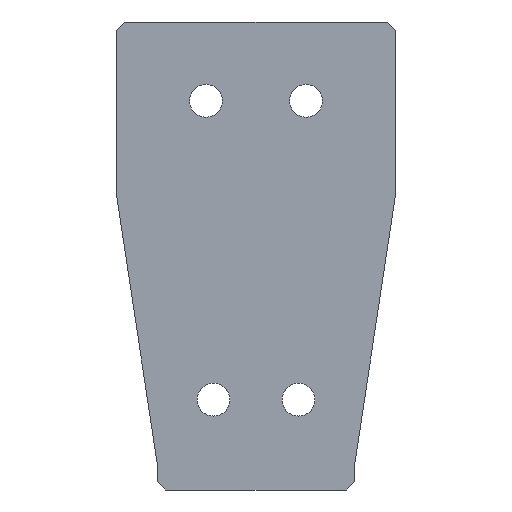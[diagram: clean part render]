
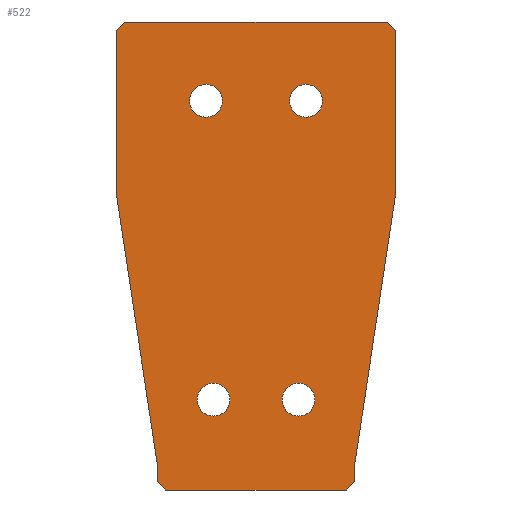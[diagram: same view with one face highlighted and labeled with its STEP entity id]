
A CAD part, left-side view. The second image highlights one B-rep face of the part: STEP entity #522.
In plain terms, the highlighted planar face has unit normal (-1, 0, 0).
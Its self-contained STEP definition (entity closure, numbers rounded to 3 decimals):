
#23=FACE_BOUND('',#99,.T.);
#24=FACE_BOUND('',#100,.T.);
#25=FACE_BOUND('',#101,.T.);
#26=FACE_BOUND('',#102,.T.);
#31=CIRCLE('',#563,1.);
#32=CIRCLE('',#565,1.);
#33=CIRCLE('',#567,1.);
#34=CIRCLE('',#569,1.);
#64=FACE_OUTER_BOUND('',#98,.T.);
#98=EDGE_LOOP('',(#451,#452,#453,#454,#455,#456,#457,#458,#459,#460,#461,
#462));
#99=EDGE_LOOP('',(#463));
#100=EDGE_LOOP('',(#464));
#101=EDGE_LOOP('',(#465));
#102=EDGE_LOOP('',(#466));
#110=LINE('',#733,#170);
#118=LINE('',#749,#178);
#124=LINE('',#762,#184);
#132=LINE('',#778,#192);
#147=LINE('',#803,#207);
#149=LINE('',#807,#209);
#151=LINE('',#811,#211);
#152=LINE('',#813,#212);
#158=LINE('',#842,#218);
#160=LINE('',#846,#220);
#161=LINE('',#848,#221);
#162=LINE('',#850,#222);
#170=VECTOR('',#590,10.);
#178=VECTOR('',#604,10.);
#184=VECTOR('',#614,10.);
#192=VECTOR('',#628,10.);
#207=VECTOR('',#655,10.);
#209=VECTOR('',#659,10.);
#211=VECTOR('',#663,10.);
#212=VECTOR('',#666,10.);
#218=VECTOR('',#700,10.);
#220=VECTOR('',#704,10.);
#221=VECTOR('',#707,10.);
#222=VECTOR('',#710,10.);
#230=VERTEX_POINT('',#731);
#231=VERTEX_POINT('',#732);
#235=VERTEX_POINT('',#747);
#236=VERTEX_POINT('',#748);
#240=VERTEX_POINT('',#760);
#241=VERTEX_POINT('',#761);
#245=VERTEX_POINT('',#776);
#246=VERTEX_POINT('',#777);
#251=VERTEX_POINT('',#805);
#252=VERTEX_POINT('',#809);
#257=VERTEX_POINT('',#824);
#258=VERTEX_POINT('',#828);
#259=VERTEX_POINT('',#832);
#260=VERTEX_POINT('',#836);
#261=VERTEX_POINT('',#840);
#262=VERTEX_POINT('',#844);
#270=EDGE_CURVE('',#230,#231,#110,.T.);
#278=EDGE_CURVE('',#235,#236,#118,.T.);
#284=EDGE_CURVE('',#240,#241,#124,.T.);
#292=EDGE_CURVE('',#245,#246,#132,.T.);
#307=EDGE_CURVE('',#230,#241,#147,.T.);
#309=EDGE_CURVE('',#240,#251,#149,.T.);
#311=EDGE_CURVE('',#252,#251,#151,.T.);
#312=EDGE_CURVE('',#246,#252,#152,.T.);
#318=EDGE_CURVE('',#257,#257,#31,.T.);
#320=EDGE_CURVE('',#258,#258,#32,.T.);
#322=EDGE_CURVE('',#259,#259,#33,.T.);
#324=EDGE_CURVE('',#260,#260,#34,.T.);
#326=EDGE_CURVE('',#261,#235,#158,.T.);
#328=EDGE_CURVE('',#262,#261,#160,.T.);
#329=EDGE_CURVE('',#262,#231,#161,.T.);
#330=EDGE_CURVE('',#236,#245,#162,.T.);
#451=ORIENTED_EDGE('',*,*,#270,.F.);
#452=ORIENTED_EDGE('',*,*,#307,.T.);
#453=ORIENTED_EDGE('',*,*,#284,.F.);
#454=ORIENTED_EDGE('',*,*,#309,.T.);
#455=ORIENTED_EDGE('',*,*,#311,.F.);
#456=ORIENTED_EDGE('',*,*,#312,.F.);
#457=ORIENTED_EDGE('',*,*,#292,.F.);
#458=ORIENTED_EDGE('',*,*,#330,.F.);
#459=ORIENTED_EDGE('',*,*,#278,.F.);
#460=ORIENTED_EDGE('',*,*,#326,.F.);
#461=ORIENTED_EDGE('',*,*,#328,.F.);
#462=ORIENTED_EDGE('',*,*,#329,.T.);
#463=ORIENTED_EDGE('',*,*,#324,.F.);
#464=ORIENTED_EDGE('',*,*,#322,.F.);
#465=ORIENTED_EDGE('',*,*,#320,.F.);
#466=ORIENTED_EDGE('',*,*,#318,.F.);
#492=PLANE('',#574);
#522=ADVANCED_FACE('',(#64,#23,#24,#25,#26),#492,.F.);
#563=AXIS2_PLACEMENT_3D('',#826,#680,#681);
#565=AXIS2_PLACEMENT_3D('',#830,#685,#686);
#567=AXIS2_PLACEMENT_3D('',#834,#690,#691);
#569=AXIS2_PLACEMENT_3D('',#838,#695,#696);
#574=AXIS2_PLACEMENT_3D('',#851,#711,#712);
#590=DIRECTION('',(0.,-0.707,-0.707));
#604=DIRECTION('',(0.,0.707,-0.707));
#614=DIRECTION('',(0.,-0.707,0.707));
#628=DIRECTION('',(0.,0.707,0.707));
#655=DIRECTION('',(0.,1.,0.));
#659=DIRECTION('',(0.,0.,-1.));
#663=DIRECTION('',(0.,0.15,0.989));
#666=DIRECTION('',(0.,0.,1.));
#680=DIRECTION('center_axis',(-1.,0.,0.));
#681=DIRECTION('ref_axis',(0.,1.,0.));
#685=DIRECTION('center_axis',(-1.,0.,0.));
#686=DIRECTION('ref_axis',(0.,1.,0.));
#690=DIRECTION('center_axis',(-1.,0.,0.));
#691=DIRECTION('ref_axis',(0.,1.,0.));
#695=DIRECTION('center_axis',(-1.,0.,0.));
#696=DIRECTION('ref_axis',(0.,1.,0.));
#700=DIRECTION('',(0.,0.,-1.));
#704=DIRECTION('',(0.,0.15,-0.989));
#707=DIRECTION('',(0.,0.,1.));
#710=DIRECTION('',(0.,1.,0.));
#711=DIRECTION('center_axis',(1.,0.,0.));
#712=DIRECTION('ref_axis',(0.,1.,0.));
#731=CARTESIAN_POINT('',(3.235,-6.687,39.665));
#732=CARTESIAN_POINT('',(3.235,-7.187,39.165));
#733=CARTESIAN_POINT('',(3.235,-8.375,37.977));
#747=CARTESIAN_POINT('',(3.235,-4.687,11.665));
#748=CARTESIAN_POINT('',(3.235,-4.187,11.165));
#749=CARTESIAN_POINT('',(3.235,-6.5,13.477));
#760=CARTESIAN_POINT('',(3.235,9.813,39.165));
#761=CARTESIAN_POINT('',(3.235,9.313,39.665));
#762=CARTESIAN_POINT('',(3.235,11.,37.977));
#776=CARTESIAN_POINT('',(3.235,6.813,11.165));
#777=CARTESIAN_POINT('',(3.235,7.313,11.665));
#778=CARTESIAN_POINT('',(3.235,9.125,13.477));
#803=CARTESIAN_POINT('',(3.235,-7.187,39.665));
#805=CARTESIAN_POINT('',(3.235,9.813,29.165));
#807=CARTESIAN_POINT('',(3.235,9.813,39.665));
#809=CARTESIAN_POINT('',(3.235,7.313,12.665));
#811=CARTESIAN_POINT('',(3.235,7.313,12.665));
#813=CARTESIAN_POINT('',(3.235,7.313,11.165));
#824=CARTESIAN_POINT('',(3.235,-2.737,34.865));
#826=CARTESIAN_POINT('Origin',(3.235,-1.737,34.865));
#828=CARTESIAN_POINT('',(3.235,2.903,16.665));
#830=CARTESIAN_POINT('Origin',(3.235,3.903,16.665));
#832=CARTESIAN_POINT('',(3.235,3.363,34.865));
#834=CARTESIAN_POINT('Origin',(3.235,4.363,34.865));
#836=CARTESIAN_POINT('',(3.235,-2.277,16.665));
#838=CARTESIAN_POINT('Origin',(3.235,-1.277,16.665));
#840=CARTESIAN_POINT('',(3.235,-4.687,12.665));
#842=CARTESIAN_POINT('',(3.235,-4.687,12.665));
#844=CARTESIAN_POINT('',(3.235,-7.187,29.165));
#846=CARTESIAN_POINT('',(3.235,-7.187,29.165));
#848=CARTESIAN_POINT('',(3.235,-7.187,29.165));
#850=CARTESIAN_POINT('',(3.235,-4.687,11.165));
#851=CARTESIAN_POINT('Origin',(3.235,1.313,25.415));
